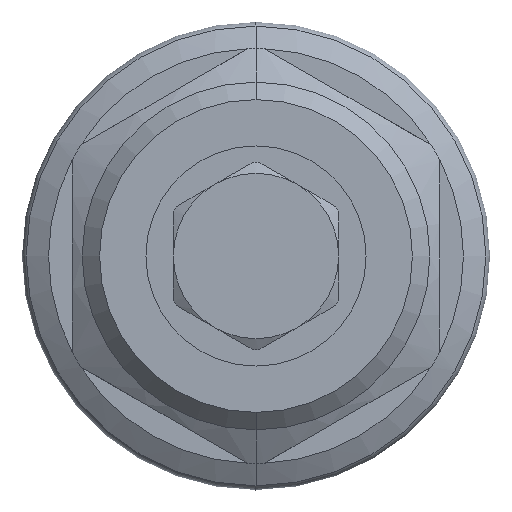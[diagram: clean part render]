
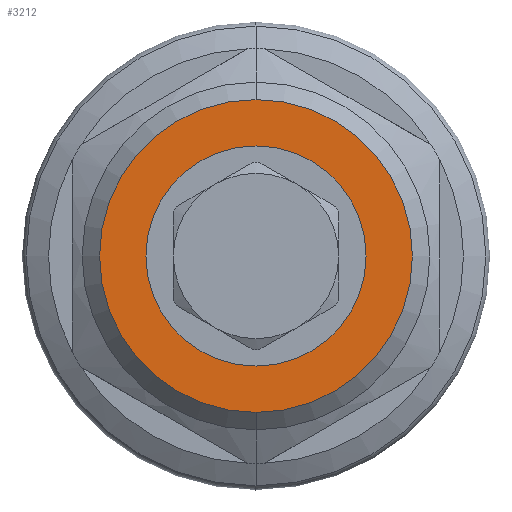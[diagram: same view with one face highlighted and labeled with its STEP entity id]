
A CAD part, left-side view. The second image highlights one B-rep face of the part: STEP entity #3212.
In plain terms, the highlighted planar face has unit normal (-1, 0, 0).
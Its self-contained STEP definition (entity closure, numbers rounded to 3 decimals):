
#25 = AXIS2_PLACEMENT_3D ( 'NONE', #1916, #8097, #644 ) ;
#369 = AXIS2_PLACEMENT_3D ( 'NONE', #591, #3276, #3250 ) ;
#591 = CARTESIAN_POINT ( 'NONE',  ( -47.288, 0., 0. ) ) ;
#644 = DIRECTION ( 'NONE',  ( 0., 1., 0. ) ) ;
#881 = DIRECTION ( 'NONE',  ( 1., 0., 0. ) ) ;
#918 = VERTEX_POINT ( 'NONE', #3021 ) ;
#953 = CIRCLE ( 'NONE', #4539, 13.5 ) ;
#1384 = EDGE_CURVE ( 'NONE', #6329, #918, #6458, .T. ) ;
#1611 = CARTESIAN_POINT ( 'NONE',  ( -47.288, 0., -13.5 ) ) ;
#1772 = ORIENTED_EDGE ( 'NONE', *, *, #4025, .F. ) ;
#1867 = EDGE_LOOP ( 'NONE', ( #1772, #4821 ) ) ;
#1908 = DIRECTION ( 'NONE',  ( 1., 0., 0. ) ) ;
#1916 = CARTESIAN_POINT ( 'NONE',  ( -47.288, 0., 0. ) ) ;
#2092 = AXIS2_PLACEMENT_3D ( 'NONE', #6169, #3586, #4339 ) ;
#2161 = EDGE_LOOP ( 'NONE', ( #6313, #7731 ) ) ;
#2308 = FACE_BOUND ( 'NONE', #1867, .T. ) ;
#2679 = CIRCLE ( 'NONE', #25, 9.5 ) ;
#2709 = CARTESIAN_POINT ( 'NONE',  ( -47.288, -9.5, 0. ) ) ;
#2802 = FACE_OUTER_BOUND ( 'NONE', #2161, .T. ) ;
#3021 = CARTESIAN_POINT ( 'NONE',  ( -47.288, 0., 13.5 ) ) ;
#3212 = ADVANCED_FACE ( 'NONE', ( #2802, #2308 ), #8186, .F. ) ;
#3228 = VERTEX_POINT ( 'NONE', #2709 ) ;
#3250 = DIRECTION ( 'NONE',  ( 0., 0., -1. ) ) ;
#3276 = DIRECTION ( 'NONE',  ( 1., 0., 0. ) ) ;
#3586 = DIRECTION ( 'NONE',  ( -1., 0., 0. ) ) ;
#4025 = EDGE_CURVE ( 'NONE', #7685, #3228, #7102, .T. ) ;
#4339 = DIRECTION ( 'NONE',  ( 0., 1., 0. ) ) ;
#4539 = AXIS2_PLACEMENT_3D ( 'NONE', #7249, #881, #5953 ) ;
#4821 = ORIENTED_EDGE ( 'NONE', *, *, #5194, .F. ) ;
#4926 = CARTESIAN_POINT ( 'NONE',  ( -47.288, 9.5, 0. ) ) ;
#5194 = EDGE_CURVE ( 'NONE', #3228, #7685, #2679, .T. ) ;
#5211 = CARTESIAN_POINT ( 'NONE',  ( -47.288, 0., 0. ) ) ;
#5660 = DIRECTION ( 'NONE',  ( 0., 0., -1. ) ) ;
#5953 = DIRECTION ( 'NONE',  ( 0., 0., -1. ) ) ;
#6169 = CARTESIAN_POINT ( 'NONE',  ( -47.288, 0., 0. ) ) ;
#6313 = ORIENTED_EDGE ( 'NONE', *, *, #1384, .F. ) ;
#6329 = VERTEX_POINT ( 'NONE', #1611 ) ;
#6458 = CIRCLE ( 'NONE', #6462, 13.5 ) ;
#6462 = AXIS2_PLACEMENT_3D ( 'NONE', #5211, #1908, #5660 ) ;
#7102 = CIRCLE ( 'NONE', #2092, 9.5 ) ;
#7249 = CARTESIAN_POINT ( 'NONE',  ( -47.288, 0., 0. ) ) ;
#7290 = EDGE_CURVE ( 'NONE', #918, #6329, #953, .T. ) ;
#7685 = VERTEX_POINT ( 'NONE', #4926 ) ;
#7731 = ORIENTED_EDGE ( 'NONE', *, *, #7290, .F. ) ;
#8097 = DIRECTION ( 'NONE',  ( -1., 0., 0. ) ) ;
#8186 = PLANE ( 'NONE',  #369 ) ;
